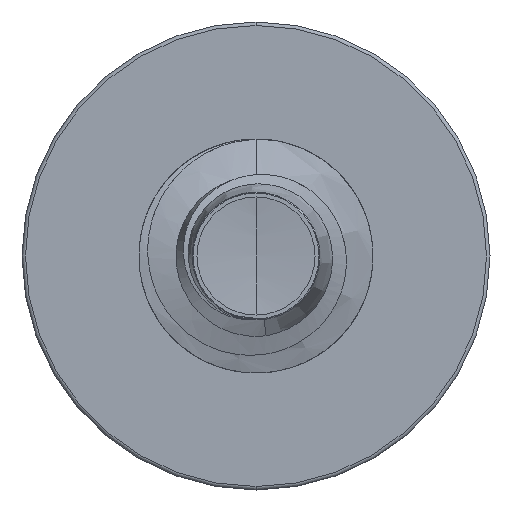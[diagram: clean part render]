
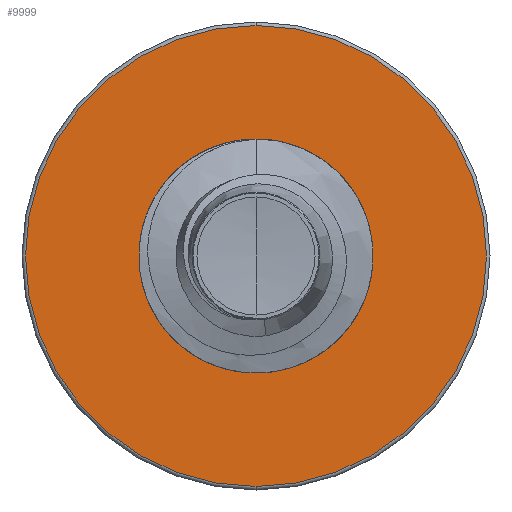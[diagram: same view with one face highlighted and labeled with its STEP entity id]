
A CAD part, front view. The second image highlights one B-rep face of the part: STEP entity #9999.
In plain terms, the highlighted planar face has unit normal (0, -1, 0).
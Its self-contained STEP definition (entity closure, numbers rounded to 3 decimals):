
#79 = VERTEX_POINT ( 'NONE', #6613 ) ;
#340 = VERTEX_POINT ( 'NONE', #7928 ) ;
#355 = EDGE_CURVE ( 'NONE', #10183, #11450, #16698, .T. ) ;
#427 = DIRECTION ( 'NONE',  ( 0., 0., 1. ) ) ;
#1163 = DIRECTION ( 'NONE',  ( 0., 1., 0. ) ) ;
#1350 = ORIENTED_EDGE ( 'NONE', *, *, #355, .F. ) ;
#1475 = EDGE_CURVE ( 'NONE', #11450, #10183, #1717, .T. ) ;
#1717 = CIRCLE ( 'NONE', #9775, 3.94 ) ;
#2104 = AXIS2_PLACEMENT_3D ( 'NONE', #2443, #1163, #5030 ) ;
#2149 = ORIENTED_EDGE ( 'NONE', *, *, #14664, .T. ) ;
#2443 = CARTESIAN_POINT ( 'NONE',  ( 0., 14., -1.789 ) ) ;
#3238 = CARTESIAN_POINT ( 'NONE',  ( 0., 14., 0. ) ) ;
#3619 = CARTESIAN_POINT ( 'NONE',  ( 0., 14., 0. ) ) ;
#3790 = CARTESIAN_POINT ( 'NONE',  ( 0., 14., -3.94 ) ) ;
#4174 = AXIS2_PLACEMENT_3D ( 'NONE', #3238, #12323, #4534 ) ;
#4534 = DIRECTION ( 'NONE',  ( 0., 0., 1. ) ) ;
#4922 = DIRECTION ( 'NONE',  ( 0., 0., 1. ) ) ;
#5030 = DIRECTION ( 'NONE',  ( 0., 0., 1. ) ) ;
#6613 = CARTESIAN_POINT ( 'NONE',  ( 0., 14., 1.789 ) ) ;
#6717 = EDGE_LOOP ( 'NONE', ( #10659, #1350 ) ) ;
#6768 = DIRECTION ( 'NONE',  ( 0., 1., 0. ) ) ;
#7573 = DIRECTION ( 'NONE',  ( 0., 0., 1. ) ) ;
#7928 = CARTESIAN_POINT ( 'NONE',  ( 0., 14., -1.789 ) ) ;
#9531 = EDGE_CURVE ( 'NONE', #79, #340, #14287, .T. ) ;
#9584 = FACE_OUTER_BOUND ( 'NONE', #6717, .T. ) ;
#9775 = AXIS2_PLACEMENT_3D ( 'NONE', #13255, #6768, #427 ) ;
#9996 = FACE_BOUND ( 'NONE', #10237, .T. ) ;
#9999 = ADVANCED_FACE ( 'NONE', ( #9584, #9996 ), #12816, .F. ) ;
#10020 = CIRCLE ( 'NONE', #4174, 1.789 ) ;
#10183 = VERTEX_POINT ( 'NONE', #3790 ) ;
#10237 = EDGE_LOOP ( 'NONE', ( #14724, #2149 ) ) ;
#10659 = ORIENTED_EDGE ( 'NONE', *, *, #1475, .F. ) ;
#10985 = AXIS2_PLACEMENT_3D ( 'NONE', #12115, #12109, #7573 ) ;
#11450 = VERTEX_POINT ( 'NONE', #11747 ) ;
#11747 = CARTESIAN_POINT ( 'NONE',  ( 0., 14., 3.94 ) ) ;
#12109 = DIRECTION ( 'NONE',  ( 0., 1., 0. ) ) ;
#12115 = CARTESIAN_POINT ( 'NONE',  ( 0., 14., 0. ) ) ;
#12323 = DIRECTION ( 'NONE',  ( 0., 1., 0. ) ) ;
#12707 = DIRECTION ( 'NONE',  ( 0., 1., 0. ) ) ;
#12816 = PLANE ( 'NONE',  #2104 ) ;
#13255 = CARTESIAN_POINT ( 'NONE',  ( 0., 14., 0. ) ) ;
#14287 = CIRCLE ( 'NONE', #14578, 1.789 ) ;
#14578 = AXIS2_PLACEMENT_3D ( 'NONE', #3619, #12707, #4922 ) ;
#14664 = EDGE_CURVE ( 'NONE', #340, #79, #10020, .T. ) ;
#14724 = ORIENTED_EDGE ( 'NONE', *, *, #9531, .T. ) ;
#16698 = CIRCLE ( 'NONE', #10985, 3.94 ) ;
